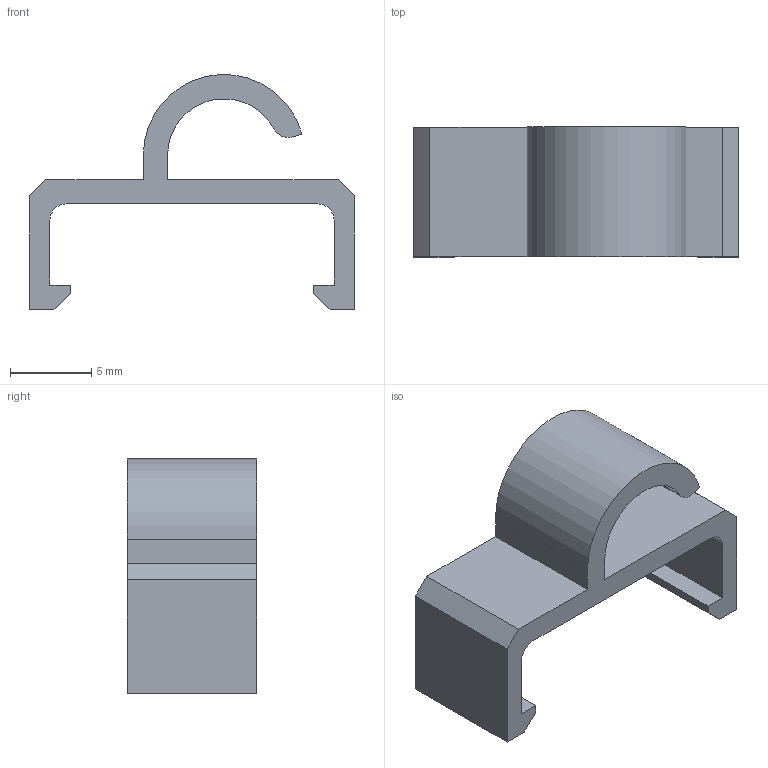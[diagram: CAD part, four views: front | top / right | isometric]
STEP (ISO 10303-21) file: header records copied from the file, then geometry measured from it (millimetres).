
FILE_DESCRIPTION(/* description */ (''),/* implementation_level */ '2;1');
FILE_NAME(/* name */ 'Cable Clip v1.step',/* time_stamp */ '2020-12-31T10:52:56+01:00',/* author */ (''),/* organization */ (''),/* preprocessor_version */ 'ST-DEVELOPER v18.1',/* originating_system */ 'Autodesk Translation Framework v9.7.0.1280',/* authorisation */ '');
FILE_SCHEMA (('AUTOMOTIVE_DESIGN { 1 0 10303 214 3 1 1 }'));
Length unit declared in the file: millimetre
Products named in the file (3): Cable Clip; Hook; Clip
Assembly tree (2 placements, depth 2):
  Cable Clip
    Hook
    Clip
Bounding box: 20 x 8 x 14.47 mm (x, y, z)
Volume: 550.1 mm3; surface area: 919.8 mm2
Topology: 1 solids, 1 shells, 27 faces, 75 edges, 50 vertices
Faces by surface type: plane 22, cylinder 5
Entity records: 943 total; most frequent: CARTESIAN_POINT 157, ORIENTED_EDGE 150, DIRECTION 149, EDGE_CURVE 75, LINE 65, VECTOR 65, VERTEX_POINT 50, AXIS2_PLACEMENT_3D 42
